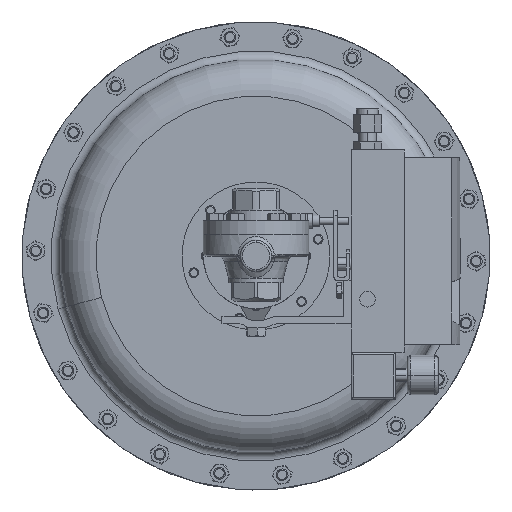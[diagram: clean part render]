
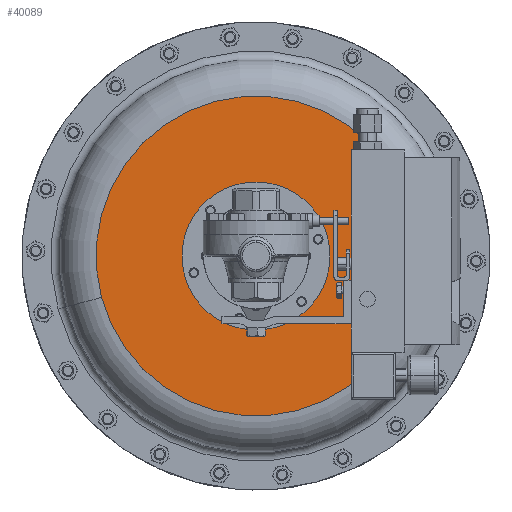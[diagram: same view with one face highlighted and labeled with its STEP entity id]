
A CAD part, front view. The second image highlights one B-rep face of the part: STEP entity #40089.
In plain terms, the highlighted planar face has unit normal (0, -1, 0).
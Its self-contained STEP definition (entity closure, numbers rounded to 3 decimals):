
#260 = DIRECTION ( 'NONE',  ( 0., 1., 0. ) ) ;
#1180 = CARTESIAN_POINT ( 'NONE',  ( 3.595, 9.062, 5.072 ) ) ;
#1386 = EDGE_CURVE ( 'NONE', #12283, #25152, #26885, .T. ) ;
#1432 = CIRCLE ( 'NONE', #20608, 5.125 ) ;
#2884 = CARTESIAN_POINT ( 'NONE',  ( 1.916, 9.062, 3.393 ) ) ;
#3144 = ORIENTED_EDGE ( 'NONE', *, *, #1386, .F. ) ;
#3537 = DIRECTION ( 'NONE',  ( 0., 1., 0. ) ) ;
#4469 = CIRCLE ( 'NONE', #40490, 2.375 ) ;
#6168 = DIRECTION ( 'NONE',  ( 0.966, 0., 0.259 ) ) ;
#7021 = AXIS2_PLACEMENT_3D ( 'NONE', #32980, #36212, #16857 ) ;
#7037 = CARTESIAN_POINT ( 'NONE',  ( 1.916, 9.062, 3.393 ) ) ;
#10310 = DIRECTION ( 'NONE',  ( -0.707, 0., -0.707 ) ) ;
#10795 = AXIS2_PLACEMENT_3D ( 'NONE', #22964, #3537, #26220 ) ;
#11137 = FACE_BOUND ( 'NONE', #27047, .T. ) ;
#11734 = ORIENTED_EDGE ( 'NONE', *, *, #40841, .F. ) ;
#12074 = VERTEX_POINT ( 'NONE', #28814 ) ;
#12283 = VERTEX_POINT ( 'NONE', #13733 ) ;
#12756 = ORIENTED_EDGE ( 'NONE', *, *, #27220, .T. ) ;
#13733 = CARTESIAN_POINT ( 'NONE',  ( 6.866, 9.062, 4.719 ) ) ;
#16857 = DIRECTION ( 'NONE',  ( -0.966, 0., -0.259 ) ) ;
#19706 = CARTESIAN_POINT ( 'NONE',  ( 1.916, 9.062, 3.393 ) ) ;
#20608 = AXIS2_PLACEMENT_3D ( 'NONE', #2884, #25570, #6168 ) ;
#21773 = CARTESIAN_POINT ( 'NONE',  ( -3.035, 9.062, 2.066 ) ) ;
#22964 = CARTESIAN_POINT ( 'NONE',  ( 1.916, 9.062, 3.393 ) ) ;
#22980 = DIRECTION ( 'NONE',  ( -0.707, 0., -0.707 ) ) ;
#23875 = VERTEX_POINT ( 'NONE', #1180 ) ;
#25152 = VERTEX_POINT ( 'NONE', #21773 ) ;
#25570 = DIRECTION ( 'NONE',  ( 0., 1., 0. ) ) ;
#26220 = DIRECTION ( 'NONE',  ( 0.966, 0., 0.259 ) ) ;
#26885 = CIRCLE ( 'NONE', #10795, 5.125 ) ;
#27047 = EDGE_LOOP ( 'NONE', ( #28154, #12756 ) ) ;
#27220 = EDGE_CURVE ( 'NONE', #12074, #23875, #32503, .T. ) ;
#28154 = ORIENTED_EDGE ( 'NONE', *, *, #29344, .T. ) ;
#28389 = FACE_OUTER_BOUND ( 'NONE', #30823, .T. ) ;
#28814 = CARTESIAN_POINT ( 'NONE',  ( 0.236, 9.062, 1.713 ) ) ;
#29167 = AXIS2_PLACEMENT_3D ( 'NONE', #19706, #260, #22980 ) ;
#29344 = EDGE_CURVE ( 'NONE', #23875, #12074, #4469, .T. ) ;
#29696 = DIRECTION ( 'NONE',  ( 0., 1., 0. ) ) ;
#30823 = EDGE_LOOP ( 'NONE', ( #3144, #11734 ) ) ;
#32503 = CIRCLE ( 'NONE', #29167, 2.375 ) ;
#32980 = CARTESIAN_POINT ( 'NONE',  ( 3.242, 9.062, -1.558 ) ) ;
#36212 = DIRECTION ( 'NONE',  ( 0., -1., 0. ) ) ;
#39240 = PLANE ( 'NONE',  #7021 ) ;
#40089 = ADVANCED_FACE ( 'NONE', ( #28389, #11137 ), #39240, .T. ) ;
#40490 = AXIS2_PLACEMENT_3D ( 'NONE', #7037, #29696, #10310 ) ;
#40841 = EDGE_CURVE ( 'NONE', #25152, #12283, #1432, .T. ) ;
